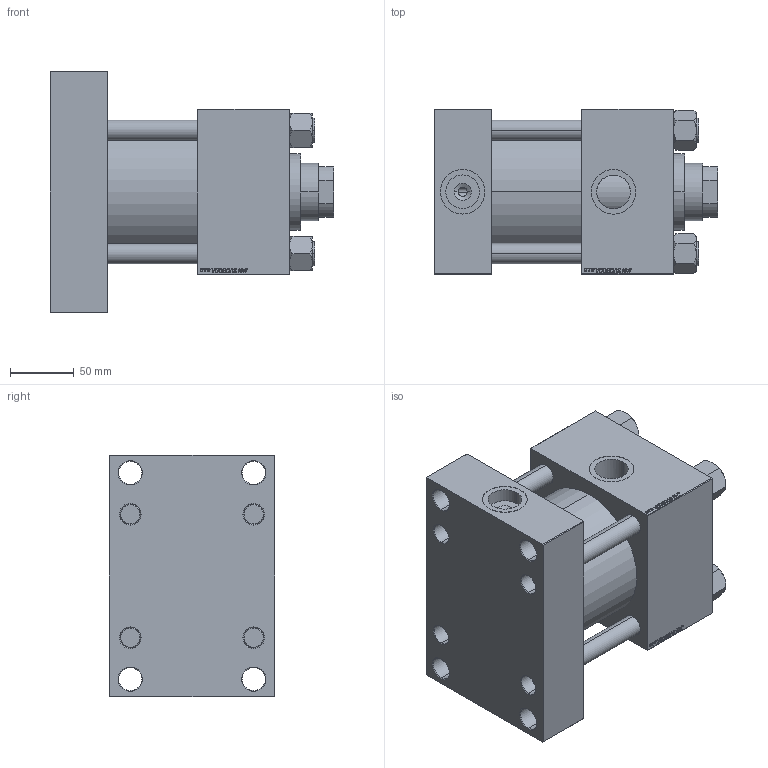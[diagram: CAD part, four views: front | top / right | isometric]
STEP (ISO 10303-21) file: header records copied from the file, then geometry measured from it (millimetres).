
FILE_DESCRIPTION (( 'STEP AP203' ), '1' );
FILE_NAME ('411e.STEP', '2025-01-04T17:03:30', ( '' ), ( '' ), 'SwSTEP 2.0', 'SolidWorks 2019', '' );
FILE_SCHEMA (( 'CONFIG_CONTROL_DESIGN' ));
Length unit declared in the file: millimetre
Products named in the file (6): NUT_M5_E 0f96c1c9187ac4216ce98b556a308146; V215CR_VCP_E 0f96c1c9187ac4216ce98b556a308146; V215CR_TYCINKA_E 0f96c1c9187ac4216ce98b556a308146; V215CR_E_Body 0f96c1c9187ac4216ce98b556a308146; V215_VC_A 0f96c1c9187ac4216ce98b556a308146; 411e
Assembly tree (11 placements, depth 2):
  411e
    V215CR_E_Body 0f96c1c9187ac4216ce98b556a308146
    V215CR_VCP_E 0f96c1c9187ac4216ce98b556a308146
    V215CR_TYCINKA_E 0f96c1c9187ac4216ce98b556a308146  x4
    NUT_M5_E 0f96c1c9187ac4216ce98b556a308146  x4
    V215_VC_A 0f96c1c9187ac4216ce98b556a308146
Bounding box: 223 x 130 x 190 mm (x, y, z)
Volume: 2744458.5 mm3; surface area: 369919.6 mm2
Topology: 11 solids, 11 shells, 1184 faces, 3010 edges, 1953 vertices
Faces by surface type: plane 546, bspline 392, cone 152, cylinder 86, torus 8
Entity records: 50456 total; most frequent: CARTESIAN_POINT 27178, ORIENTED_EDGE 5284, DIRECTION 3352, EDGE_CURVE 2642, VERTEX_POINT 1731, VECTOR 1582, LINE 1582, EDGE_LOOP 1161
